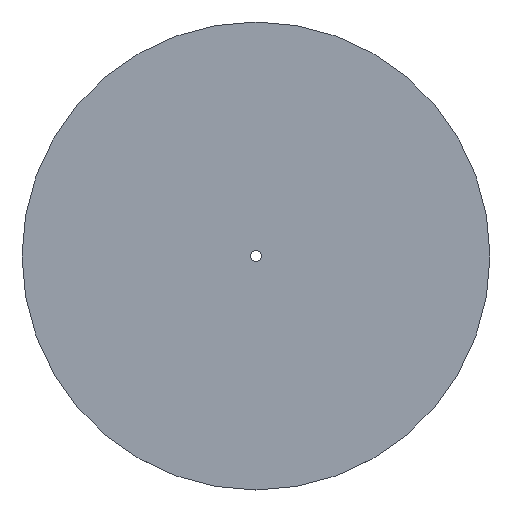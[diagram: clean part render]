
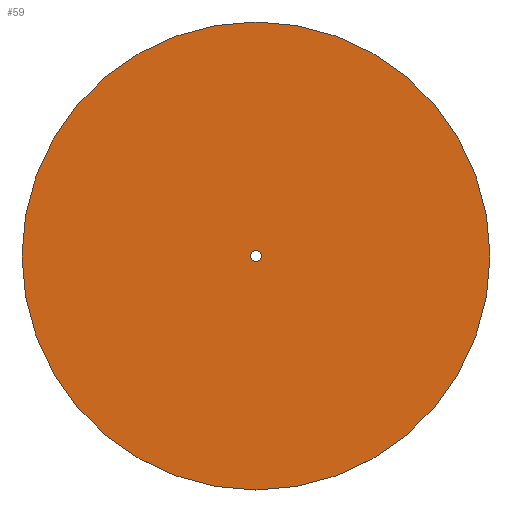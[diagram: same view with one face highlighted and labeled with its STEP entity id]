
A CAD part, top view. The second image highlights one B-rep face of the part: STEP entity #59.
In plain terms, the highlighted planar face has unit normal (0, 0, 1).
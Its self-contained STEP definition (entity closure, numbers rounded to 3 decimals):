
#2 = CARTESIAN_POINT ( 'NONE',  ( 0., 0., 1.5 ) ) ;
#3 = DIRECTION ( 'NONE',  ( 1., 0., 0. ) ) ;
#8 = CARTESIAN_POINT ( 'NONE',  ( 0., 0., 1.5 ) ) ;
#18 = DIRECTION ( 'NONE',  ( 1., 0., 0. ) ) ;
#32 = ORIENTED_EDGE ( 'NONE', *, *, #123, .T. ) ;
#34 = EDGE_CURVE ( 'NONE', #108, #206, #61, .T. ) ;
#38 = DIRECTION ( 'NONE',  ( 1., 0., 0. ) ) ;
#39 = CARTESIAN_POINT ( 'NONE',  ( 0., 0., 1.5 ) ) ;
#43 = CIRCLE ( 'NONE', #73, 152.4 ) ;
#54 = CARTESIAN_POINT ( 'NONE',  ( 0., 0., 1.5 ) ) ;
#55 = CARTESIAN_POINT ( 'NONE',  ( 152.4, 0., 1.5 ) ) ;
#56 = DIRECTION ( 'NONE',  ( 0., 0., 1. ) ) ;
#59 = ADVANCED_FACE ( 'NONE', ( #185, #85 ), #150, .T. ) ;
#61 = CIRCLE ( 'NONE', #159, 152.4 ) ;
#70 = EDGE_LOOP ( 'NONE', ( #32, #147 ) ) ;
#73 = AXIS2_PLACEMENT_3D ( 'NONE', #187, #92, #18 ) ;
#85 = FACE_OUTER_BOUND ( 'NONE', #70, .T. ) ;
#88 = DIRECTION ( 'NONE',  ( 0., 0., 1. ) ) ;
#89 = CARTESIAN_POINT ( 'NONE',  ( -152.4, 0., 1.5 ) ) ;
#92 = DIRECTION ( 'NONE',  ( 0., 0., 1. ) ) ;
#95 = CIRCLE ( 'NONE', #148, 3.55 ) ;
#96 = CIRCLE ( 'NONE', #179, 3.55 ) ;
#99 = DIRECTION ( 'NONE',  ( 0., 0., 1. ) ) ;
#106 = CARTESIAN_POINT ( 'NONE',  ( 3.55, 0., 1.5 ) ) ;
#108 = VERTEX_POINT ( 'NONE', #55 ) ;
#112 = ORIENTED_EDGE ( 'NONE', *, *, #130, .F. ) ;
#123 = EDGE_CURVE ( 'NONE', #206, #108, #43, .T. ) ;
#130 = EDGE_CURVE ( 'NONE', #161, #158, #95, .T. ) ;
#139 = EDGE_LOOP ( 'NONE', ( #180, #112 ) ) ;
#141 = AXIS2_PLACEMENT_3D ( 'NONE', #8, #88, #212 ) ;
#147 = ORIENTED_EDGE ( 'NONE', *, *, #34, .T. ) ;
#148 = AXIS2_PLACEMENT_3D ( 'NONE', #2, #56, #38 ) ;
#150 = PLANE ( 'NONE',  #141 ) ;
#158 = VERTEX_POINT ( 'NONE', #106 ) ;
#159 = AXIS2_PLACEMENT_3D ( 'NONE', #54, #99, #166 ) ;
#161 = VERTEX_POINT ( 'NONE', #193 ) ;
#162 = EDGE_CURVE ( 'NONE', #158, #161, #96, .T. ) ;
#166 = DIRECTION ( 'NONE',  ( 1., 0., 0. ) ) ;
#179 = AXIS2_PLACEMENT_3D ( 'NONE', #39, #188, #3 ) ;
#180 = ORIENTED_EDGE ( 'NONE', *, *, #162, .F. ) ;
#185 = FACE_BOUND ( 'NONE', #139, .T. ) ;
#187 = CARTESIAN_POINT ( 'NONE',  ( 0., 0., 1.5 ) ) ;
#188 = DIRECTION ( 'NONE',  ( 0., 0., 1. ) ) ;
#193 = CARTESIAN_POINT ( 'NONE',  ( -3.55, 0., 1.5 ) ) ;
#206 = VERTEX_POINT ( 'NONE', #89 ) ;
#212 = DIRECTION ( 'NONE',  ( 1., 0., 0. ) ) ;
